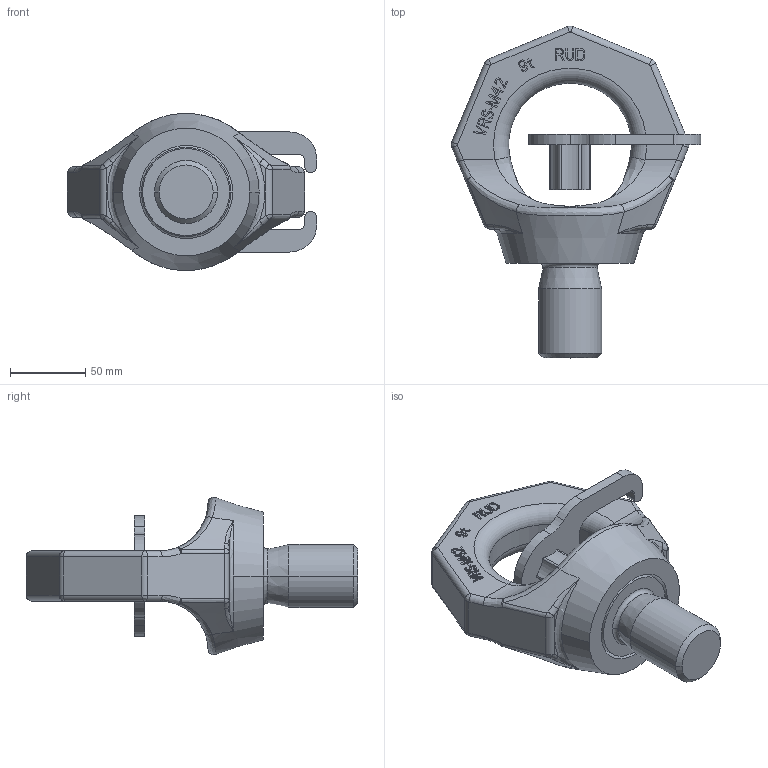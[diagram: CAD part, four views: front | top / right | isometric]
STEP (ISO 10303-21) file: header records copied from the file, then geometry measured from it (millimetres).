
FILE_DESCRIPTION((''),'2;1');
FILE_NAME('001-M12180-P-5_ASM','2013-06-07T',('Andreas.Wendler'),(''),'PRO/ENGINEER BY PARAMETRIC TECHNOLOGY CORPORATION, 2010140','PRO/ENGINEER BY PARAMETRIC TECHNOLOGY CORPORATION, 2010140','');
FILE_SCHEMA(('CONFIG_CONTROL_DESIGN'));
Length unit declared in the file: millimetre
Products named in the file (5): 001-M12180-P-1; 001-M12180-P-2; 001-M12180-P-3_ASM; 001-M12180-P-4; 001-M12180-P-5_ASM
Assembly tree (4 placements, depth 3):
  001-M12180-P-5_ASM
    001-M12180-P-3_ASM
      001-M12180-P-1
      001-M12180-P-2
    001-M12180-P-4
Bounding box: 166.13 x 221.13 x 104.8 mm (x, y, z)
Volume: 700151.6 mm3; surface area: 104119.7 mm2
Topology: 3 solids, 3 shells, 486 faces, 1311 edges, 848 vertices
Faces by surface type: plane 353, cylinder 61, bspline 46, cone 12, torus 10, sphere 4
Entity records: 17506 total; most frequent: CARTESIAN_POINT 5412, ORIENTED_EDGE 2622, DIRECTION 2283, EDGE_CURVE 1311, VECTOR 1045, LINE 1045, VERTEX_POINT 848, AXIS2_PLACEMENT_3D 619
